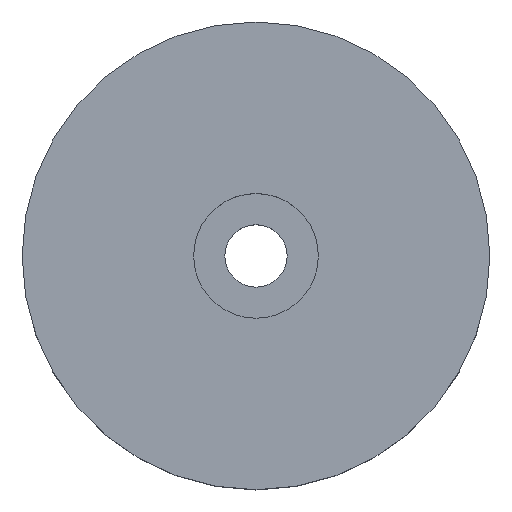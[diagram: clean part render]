
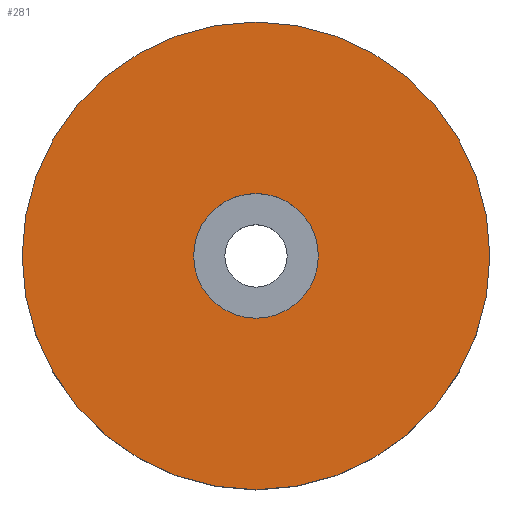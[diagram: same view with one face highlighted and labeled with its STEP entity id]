
A CAD part, top view. The second image highlights one B-rep face of the part: STEP entity #281.
In plain terms, the highlighted planar face has unit normal (0, 0, 1).
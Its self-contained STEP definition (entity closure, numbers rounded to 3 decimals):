
#5 = EDGE_CURVE ( 'NONE', #61, #61, #306, .T. ) ;
#7 = AXIS2_PLACEMENT_3D ( 'NONE', #73, #175, #46 ) ;
#19 = ORIENTED_EDGE ( 'NONE', *, *, #5, .T. ) ;
#26 = DIRECTION ( 'NONE',  ( 1., 0., 0. ) ) ;
#46 = DIRECTION ( 'NONE',  ( -1., 0., 0. ) ) ;
#60 = ORIENTED_EDGE ( 'NONE', *, *, #199, .F. ) ;
#61 = VERTEX_POINT ( 'NONE', #160 ) ;
#73 = CARTESIAN_POINT ( 'NONE',  ( 0., 11., 6.5 ) ) ;
#91 = DIRECTION ( 'NONE',  ( 1., 0., 0. ) ) ;
#118 = CARTESIAN_POINT ( 'NONE',  ( 0., 0., 6.5 ) ) ;
#122 = FACE_BOUND ( 'NONE', #325, .T. ) ;
#130 = EDGE_LOOP ( 'NONE', ( #19 ) ) ;
#133 = AXIS2_PLACEMENT_3D ( 'NONE', #255, #254, #26 ) ;
#160 = CARTESIAN_POINT ( 'NONE',  ( 22.5, 0., 6.5 ) ) ;
#171 = DIRECTION ( 'NONE',  ( 0., 0., 1. ) ) ;
#173 = CIRCLE ( 'NONE', #133, 6. ) ;
#175 = DIRECTION ( 'NONE',  ( 0., 0., -1. ) ) ;
#199 = EDGE_CURVE ( 'NONE', #313, #313, #173, .T. ) ;
#226 = PLANE ( 'NONE',  #7 ) ;
#227 = FACE_OUTER_BOUND ( 'NONE', #130, .T. ) ;
#254 = DIRECTION ( 'NONE',  ( 0., 0., 1. ) ) ;
#255 = CARTESIAN_POINT ( 'NONE',  ( 0., 0., 6.5 ) ) ;
#260 = CARTESIAN_POINT ( 'NONE',  ( 6., 0., 6.5 ) ) ;
#281 = ADVANCED_FACE ( 'NONE', ( #122, #227 ), #226, .F. ) ;
#306 = CIRCLE ( 'NONE', #317, 22.5 ) ;
#313 = VERTEX_POINT ( 'NONE', #260 ) ;
#317 = AXIS2_PLACEMENT_3D ( 'NONE', #118, #171, #91 ) ;
#325 = EDGE_LOOP ( 'NONE', ( #60 ) ) ;
